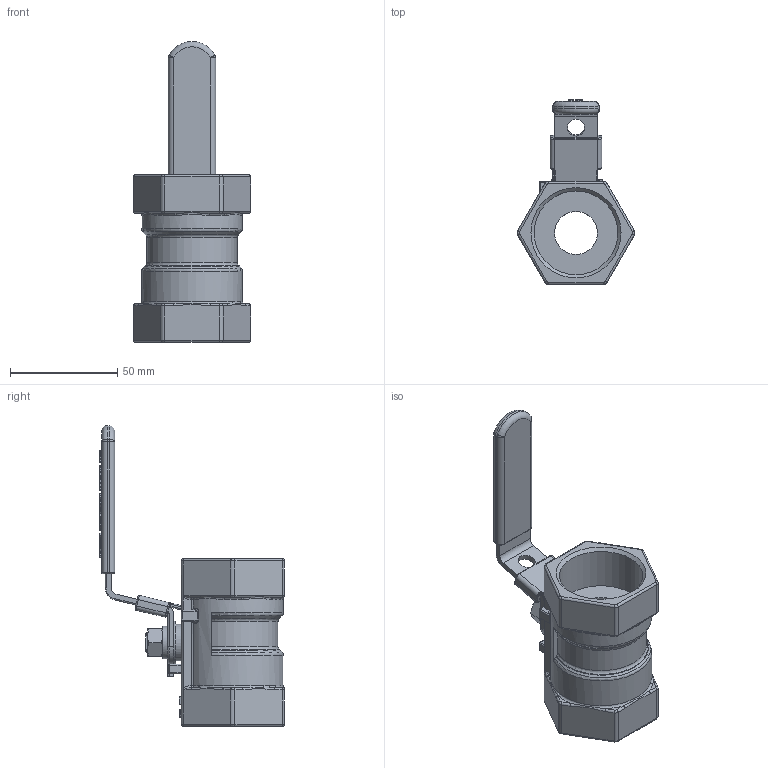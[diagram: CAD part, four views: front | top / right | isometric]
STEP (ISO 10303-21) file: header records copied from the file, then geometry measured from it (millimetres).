
FILE_DESCRIPTION(/* description */ ('708007'),/* implementation_level */ '2;1');
FILE_NAME(/* name */ '708007.stp',/* time_stamp */ '2016-09-08T15:36:41+02:00',/* author */ ('jmorand'),/* organization */ ('Sferaco'),/* preprocessor_version */ 'ST-DEVELOPER v16.5',/* originating_system */ 'Autodesk Inventor 2017',/* authorisation */ '');
FILE_SCHEMA (('AUTOMOTIVE_DESIGN { 1 0 10303 214 3 1 1 }'));
Length unit declared in the file: millimetre
Products named in the file (1): 708007_bd
Bounding box: 54.81 x 86 x 139.96 mm (x, y, z)
Volume: 99480 mm3; surface area: 33036.3 mm2
Topology: 1 solids, 2 shells, 1103 faces, 2881 edges, 1855 vertices
Faces by surface type: plane 485, bspline 416, cylinder 127, torus 35, cone 22, sphere 18
Full cylindrical faces by diameter (mm): 8 x1, 10 x1, 17 x1, 20 x2, 38.952 x2
Entity records: 39956 total; most frequent: CARTESIAN_POINT 14349, ORIENTED_EDGE 5740, DIRECTION 3823, EDGE_CURVE 2870, VERTEX_POINT 1853, LINE 1619, VECTOR 1619, EDGE_LOOP 1205
